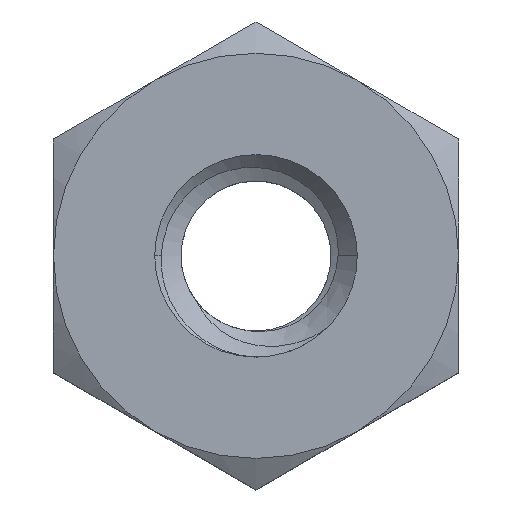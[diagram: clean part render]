
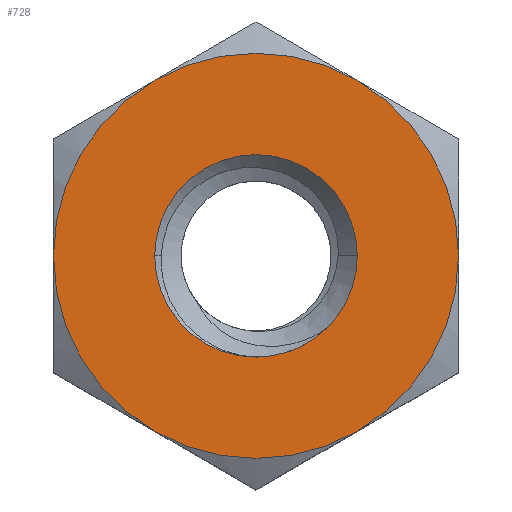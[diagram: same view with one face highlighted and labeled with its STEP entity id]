
A CAD part, top view. The second image highlights one B-rep face of the part: STEP entity #728.
In plain terms, the highlighted planar face has unit normal (0, 0, 1).
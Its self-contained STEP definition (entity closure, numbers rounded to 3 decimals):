
#22=FACE_BOUND('',#155,.T.);
#30=PLANE('',#803);
#108=FACE_OUTER_BOUND('',#154,.T.);
#154=EDGE_LOOP('',(#586,#587,#588,#589,#590,#591));
#155=EDGE_LOOP('',(#592,#593,#594,#595));
#259=CIRCLE('',#771,1.);
#262=CIRCLE('',#781,1.);
#263=CIRCLE('',#783,1.);
#273=CIRCLE('',#804,2.);
#274=CIRCLE('',#805,2.);
#275=CIRCLE('',#806,2.);
#276=CIRCLE('',#807,2.);
#277=CIRCLE('',#808,2.);
#278=CIRCLE('',#809,2.);
#279=CIRCLE('',#810,1.);
#299=VERTEX_POINT('',#1156);
#300=VERTEX_POINT('',#1164);
#317=VERTEX_POINT('',#1311);
#318=VERTEX_POINT('',#1313);
#326=VERTEX_POINT('',#1372);
#330=VERTEX_POINT('',#1398);
#334=VERTEX_POINT('',#1428);
#338=VERTEX_POINT('',#1454);
#342=VERTEX_POINT('',#1480);
#346=VERTEX_POINT('',#1510);
#376=EDGE_CURVE('',#300,#299,#259,.T.);
#398=EDGE_CURVE('',#317,#318,#262,.T.);
#401=EDGE_CURVE('',#318,#300,#263,.T.);
#448=EDGE_CURVE('',#342,#346,#273,.T.);
#449=EDGE_CURVE('',#342,#338,#274,.T.);
#450=EDGE_CURVE('',#338,#334,#275,.T.);
#451=EDGE_CURVE('',#334,#330,#276,.T.);
#452=EDGE_CURVE('',#330,#326,#277,.T.);
#453=EDGE_CURVE('',#326,#346,#278,.T.);
#454=EDGE_CURVE('',#299,#317,#279,.T.);
#586=ORIENTED_EDGE('',*,*,#448,.F.);
#587=ORIENTED_EDGE('',*,*,#449,.T.);
#588=ORIENTED_EDGE('',*,*,#450,.T.);
#589=ORIENTED_EDGE('',*,*,#451,.T.);
#590=ORIENTED_EDGE('',*,*,#452,.T.);
#591=ORIENTED_EDGE('',*,*,#453,.T.);
#592=ORIENTED_EDGE('',*,*,#376,.F.);
#593=ORIENTED_EDGE('',*,*,#401,.F.);
#594=ORIENTED_EDGE('',*,*,#398,.F.);
#595=ORIENTED_EDGE('',*,*,#454,.F.);
#728=ADVANCED_FACE('',(#108,#22),#30,.F.);
#771=AXIS2_PLACEMENT_3D('',#1170,#860,#861);
#781=AXIS2_PLACEMENT_3D('',#1314,#887,#888);
#783=AXIS2_PLACEMENT_3D('',#1327,#892,#893);
#803=AXIS2_PLACEMENT_3D('',#1545,#941,#942);
#804=AXIS2_PLACEMENT_3D('',#1546,#943,#944);
#805=AXIS2_PLACEMENT_3D('',#1547,#945,#946);
#806=AXIS2_PLACEMENT_3D('',#1548,#947,#948);
#807=AXIS2_PLACEMENT_3D('',#1549,#949,#950);
#808=AXIS2_PLACEMENT_3D('',#1550,#951,#952);
#809=AXIS2_PLACEMENT_3D('',#1551,#953,#954);
#810=AXIS2_PLACEMENT_3D('',#1552,#955,#956);
#860=DIRECTION('center_axis',(0.,0.,1.));
#861=DIRECTION('ref_axis',(-1.,0.,0.));
#887=DIRECTION('center_axis',(0.,0.,1.));
#888=DIRECTION('ref_axis',(-1.,0.,0.));
#892=DIRECTION('center_axis',(0.,0.,1.));
#893=DIRECTION('ref_axis',(-1.,0.,0.));
#941=DIRECTION('center_axis',(0.,0.,-1.));
#942=DIRECTION('ref_axis',(1.,0.,0.));
#943=DIRECTION('center_axis',(0.,0.,-1.));
#944=DIRECTION('ref_axis',(1.,0.,0.));
#945=DIRECTION('center_axis',(0.,0.,1.));
#946=DIRECTION('ref_axis',(1.,0.,0.));
#947=DIRECTION('center_axis',(0.,0.,1.));
#948=DIRECTION('ref_axis',(1.,0.,0.));
#949=DIRECTION('center_axis',(0.,0.,1.));
#950=DIRECTION('ref_axis',(1.,0.,0.));
#951=DIRECTION('center_axis',(0.,0.,1.));
#952=DIRECTION('ref_axis',(1.,0.,0.));
#953=DIRECTION('center_axis',(0.,0.,1.));
#954=DIRECTION('ref_axis',(1.,0.,0.));
#955=DIRECTION('center_axis',(0.,0.,1.));
#956=DIRECTION('ref_axis',(-1.,0.,0.));
#1156=CARTESIAN_POINT('',(0.701,-0.714,1.6));
#1164=CARTESIAN_POINT('',(0.,-1.,1.6));
#1170=CARTESIAN_POINT('Origin',(0.,0.,1.6));
#1311=CARTESIAN_POINT('',(1.,0.,1.6));
#1313=CARTESIAN_POINT('',(-1.,0.,1.6));
#1314=CARTESIAN_POINT('Origin',(0.,0.,1.6));
#1327=CARTESIAN_POINT('Origin',(0.,0.,1.6));
#1372=CARTESIAN_POINT('',(-1.,-1.732,1.6));
#1398=CARTESIAN_POINT('',(-2.,0.,1.6));
#1428=CARTESIAN_POINT('',(-1.,1.732,1.6));
#1454=CARTESIAN_POINT('',(1.,1.732,1.6));
#1480=CARTESIAN_POINT('',(2.,0.,1.6));
#1510=CARTESIAN_POINT('',(1.,-1.732,1.6));
#1545=CARTESIAN_POINT('Origin',(-2.,-1.155,1.6));
#1546=CARTESIAN_POINT('Origin',(0.,0.,1.6));
#1547=CARTESIAN_POINT('Origin',(0.,0.,1.6));
#1548=CARTESIAN_POINT('Origin',(0.,0.,1.6));
#1549=CARTESIAN_POINT('Origin',(0.,0.,1.6));
#1550=CARTESIAN_POINT('Origin',(0.,0.,1.6));
#1551=CARTESIAN_POINT('Origin',(0.,0.,1.6));
#1552=CARTESIAN_POINT('Origin',(0.,0.,1.6));
